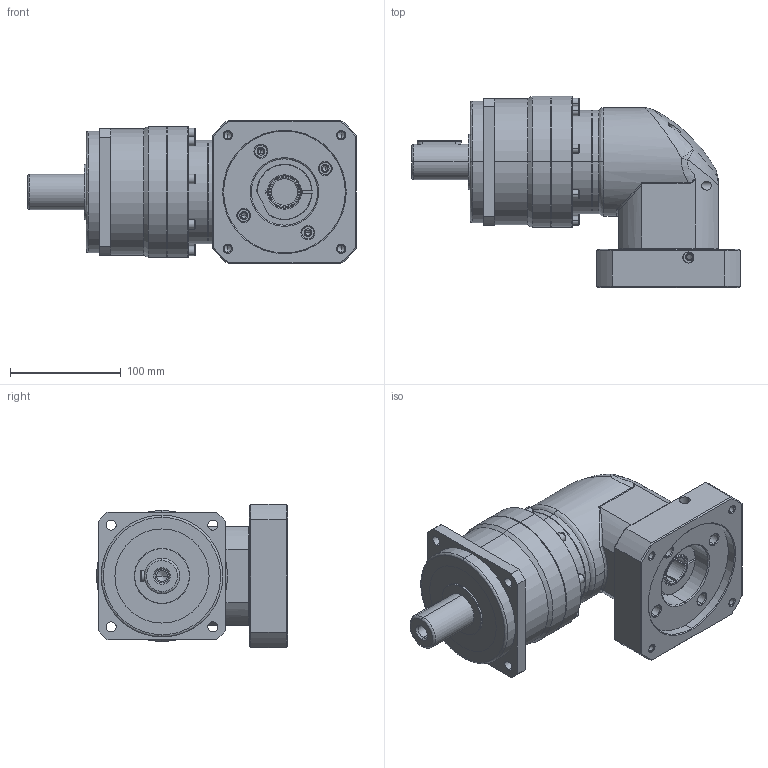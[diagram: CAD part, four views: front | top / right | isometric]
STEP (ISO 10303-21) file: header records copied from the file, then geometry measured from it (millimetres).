
FILE_DESCRIPTION (( 'STEP AP214' ), '1' );
FILE_NAME ('PBL115-L2-24-110-145M8.STEP', '2024-01-06T02:24:17', ( 'admin' ), ( '' ), 'SwSTEP 2.0', 'SolidWorks 2013', '' );
FILE_SCHEMA (( 'AUTOMOTIVE_DESIGN' ));
Length unit declared in the file: millimetre
Products named in the file (6): PB115_X2_8F9351FA7AEF_X0_; PB115_X2_4E007EA79F7F570863A5_X0_090; SBL090-_X2_6CD55170_X0_110-145M8; SBL090_X2_8F9351658F7495017D2773AF_X0_-24; SDL090-24; PBL115-L2-24-110-145M8
Assembly tree (5 placements, depth 2):
  PBL115-L2-24-110-145M8
    SDL090-24
    SBL090_X2_8F9351658F7495017D2773AF_X0_-24
    SBL090-_X2_6CD55170_X0_110-145M8
    PB115_X2_4E007EA79F7F570863A5_X0_090
    PB115_X2_8F9351FA7AEF_X0_
Bounding box: 297.1 x 172.75 x 130 mm (x, y, z)
Volume: 2549673.9 mm3; surface area: 259567.1 mm2
Topology: 8 solids, 8 shells, 560 faces, 1379 edges, 848 vertices
Faces by surface type: cylinder 226, plane 178, cone 113, bspline 41, torus 2
Entity records: 25774 total; most frequent: CARTESIAN_POINT 6335, DIRECTION 2772, ORIENTED_EDGE 2642, EDGE_CURVE 1321, AXIS2_PLACEMENT_3D 1075, VERTEX_POINT 848, EDGE_LOOP 671, LINE 622
